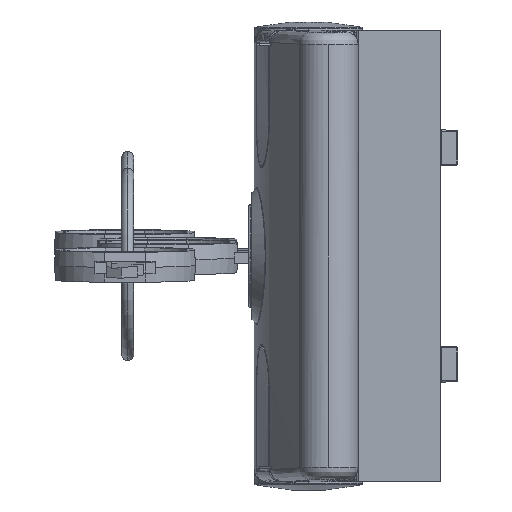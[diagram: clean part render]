
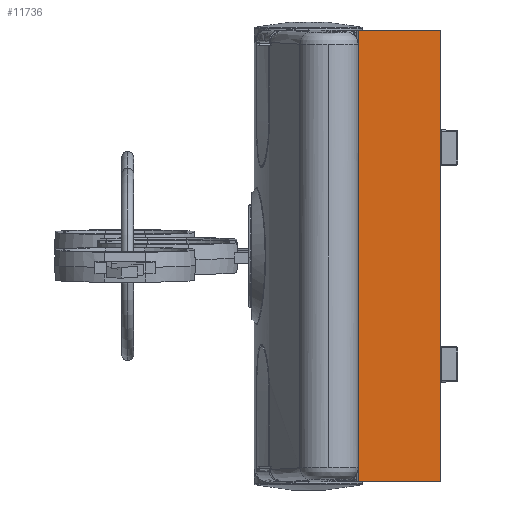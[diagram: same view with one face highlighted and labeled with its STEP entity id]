
A CAD part, left-side view. The second image highlights one B-rep face of the part: STEP entity #11736.
In plain terms, the highlighted planar face has unit normal (-1, 0, 0).
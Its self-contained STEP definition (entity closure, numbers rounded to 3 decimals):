
#11736=ADVANCED_FACE('NONE',(#26996),#26997,.F.);
#26996=FACE_OUTER_BOUND('',#65328,.T.);
#26997=PLANE('',#65329);
#65328=EDGE_LOOP('',(#133604,#133605,#133606,#133607,#133608,#133609,#133610,#133611));
#65329=AXIS2_PLACEMENT_3D('',#133612,#133613,#133614);
#133604=ORIENTED_EDGE('',*,*,#173499,.F.);
#133605=ORIENTED_EDGE('',*,*,#173500,.T.);
#133606=ORIENTED_EDGE('',*,*,#173501,.T.);
#133607=ORIENTED_EDGE('',*,*,#173502,.T.);
#133608=ORIENTED_EDGE('',*,*,#173503,.T.);
#133609=ORIENTED_EDGE('',*,*,#173504,.T.);
#133610=ORIENTED_EDGE('',*,*,#173491,.T.);
#133611=ORIENTED_EDGE('',*,*,#173505,.T.);
#133612=CARTESIAN_POINT('',(-56.5,32.0,37.5));
#133613=DIRECTION('',(1.0,0.,0.));
#133614=DIRECTION('',(0.,0.,-1.0));
#173491=EDGE_CURVE('NONE',#198678,#198676,#198679,.T.);
#173499=EDGE_CURVE('NONE',#198692,#198693,#198694,.T.);
#173500=EDGE_CURVE('NONE',#198692,#198695,#198696,.T.);
#173501=EDGE_CURVE('NONE',#198695,#198697,#198698,.T.);
#173502=EDGE_CURVE('NONE',#198697,#198699,#198700,.T.);
#173503=EDGE_CURVE('NONE',#198699,#198701,#198702,.T.);
#173504=EDGE_CURVE('NONE',#198701,#198678,#198703,.T.);
#173505=EDGE_CURVE('NONE',#198676,#198693,#198704,.T.);
#198676=VERTEX_POINT('NONE',#246946);
#198678=VERTEX_POINT('NONE',#246949);
#198679=LINE('',#246950,#246951);
#198692=VERTEX_POINT('NONE',#246967);
#198693=VERTEX_POINT('NONE',#246968);
#198694=LINE('',#246969,#246970);
#198695=VERTEX_POINT('NONE',#246971);
#198696=LINE('',#246972,#246973);
#198697=VERTEX_POINT('NONE',#246974);
#198698=LINE('',#246975,#246976);
#198699=VERTEX_POINT('NONE',#246977);
#198700=LINE('',#246978,#246979);
#198701=VERTEX_POINT('NONE',#246980);
#198702=LINE('',#246981,#246982);
#198703=LINE('',#246983,#246984);
#198704=LINE('',#246985,#246986);
#246946=CARTESIAN_POINT('',(-56.5,0.,-37.5));
#246949=CARTESIAN_POINT('',(-56.5,13.7,-37.5));
#246950=CARTESIAN_POINT('',(-56.5,32.0,-37.5));
#246951=VECTOR('',#294744,1000.0);
#246967=CARTESIAN_POINT('',(-56.5,13.7,37.5));
#246968=CARTESIAN_POINT('',(-56.5,0.,37.5));
#246969=CARTESIAN_POINT('',(-56.5,32.0,37.5));
#246970=VECTOR('',#294757,1000.0);
#246971=CARTESIAN_POINT('',(-56.5,13.7,31.2));
#246972=CARTESIAN_POINT('',(-56.5,13.7,31.5));
#246973=VECTOR('',#294758,1000.0);
#246974=CARTESIAN_POINT('',(-56.5,21.4,31.2));
#246975=CARTESIAN_POINT('',(-56.5,32.0,31.2));
#246976=VECTOR('',#294759,1000.0);
#246977=CARTESIAN_POINT('',(-56.5,21.4,-31.2));
#246978=CARTESIAN_POINT('',(-56.5,21.4,-31.5));
#246979=VECTOR('',#294760,1000.0);
#246980=CARTESIAN_POINT('',(-56.5,13.7,-31.2));
#246981=CARTESIAN_POINT('',(-56.5,32.0,-31.2));
#246982=VECTOR('',#294761,1000.0);
#246983=CARTESIAN_POINT('',(-56.5,13.7,-37.5));
#246984=VECTOR('',#294762,1000.0);
#246985=CARTESIAN_POINT('',(-56.5,0.,37.5));
#246986=VECTOR('',#294763,1000.0);
#294744=DIRECTION('',(0.,-1.0,0.));
#294757=DIRECTION('',(0.,-1.0,0.));
#294758=DIRECTION('',(0.,0.,-1.0));
#294759=DIRECTION('',(0.,1.0,0.));
#294760=DIRECTION('',(0.,0.,-1.0));
#294761=DIRECTION('',(0.,-1.0,0.));
#294762=DIRECTION('',(0.,0.,-1.0));
#294763=DIRECTION('',(0.,0.,1.0));
